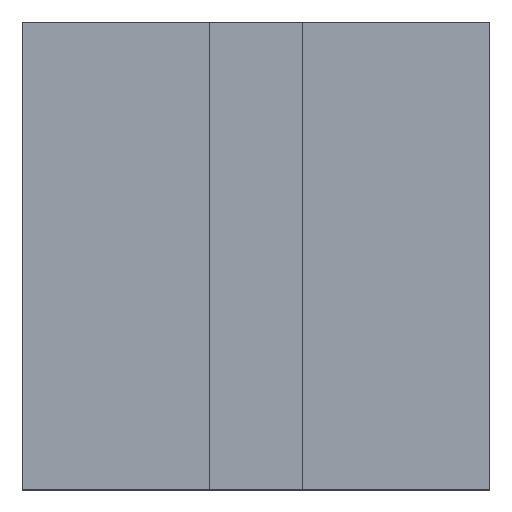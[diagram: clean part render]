
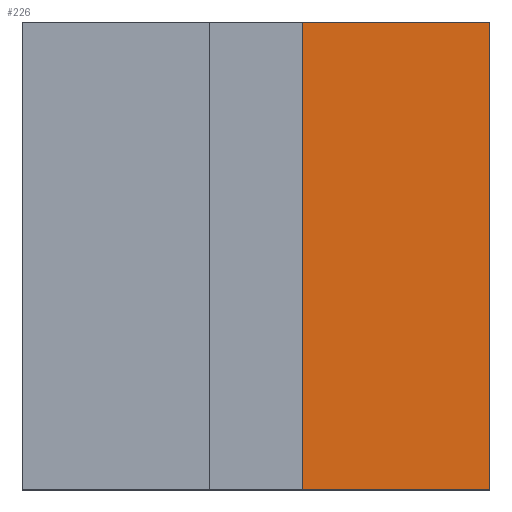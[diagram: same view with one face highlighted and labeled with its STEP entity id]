
A CAD part, top view. The second image highlights one B-rep face of the part: STEP entity #226.
In plain terms, the highlighted planar face has unit normal (0, 0, 1).
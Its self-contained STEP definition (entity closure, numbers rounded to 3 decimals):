
#226 = ADVANCED_FACE( '', ( #486 ), #487, .F. );
#486 = FACE_OUTER_BOUND( '', #802, .T. );
#487 = PLANE( '', #803 );
#802 = EDGE_LOOP( '', ( #1258, #1259, #1260, #1261 ) );
#803 = AXIS2_PLACEMENT_3D( '', #1262, #1263, #1264 );
#1258 = ORIENTED_EDGE( '', *, *, #2209, .F. );
#1259 = ORIENTED_EDGE( '', *, *, #2210, .F. );
#1260 = ORIENTED_EDGE( '', *, *, #2211, .F. );
#1261 = ORIENTED_EDGE( '', *, *, #2189, .F. );
#1262 = CARTESIAN_POINT( '', ( 0., 0., 0. ) );
#1263 = DIRECTION( '', ( 0., 0., -1. ) );
#1264 = DIRECTION( '', ( -1., 0., 0. ) );
#2189 = EDGE_CURVE( '', #2613, #2615, #2616, .T. );
#2209 = EDGE_CURVE( '', #2648, #2613, #2649, .T. );
#2210 = EDGE_CURVE( '', #2650, #2648, #2651, .T. );
#2211 = EDGE_CURVE( '', #2615, #2650, #2652, .T. );
#2613 = VERTEX_POINT( '', #3258 );
#2615 = VERTEX_POINT( '', #3261 );
#2616 = LINE( '', #3262, #3263 );
#2648 = VERTEX_POINT( '', #3343 );
#2649 = LINE( '', #3344, #3345 );
#2650 = VERTEX_POINT( '', #3346 );
#2651 = LINE( '', #3347, #3348 );
#2652 = LINE( '', #3349, #3350 );
#3258 = CARTESIAN_POINT( '', ( 1.5, -0.6, 0. ) );
#3261 = CARTESIAN_POINT( '', ( -1.5, -0.6, 0. ) );
#3262 = CARTESIAN_POINT( '', ( 1.5, -0.6, 0. ) );
#3263 = VECTOR( '', #4143, 1000. );
#3343 = CARTESIAN_POINT( '', ( 1.5, 0.6, 0. ) );
#3344 = CARTESIAN_POINT( '', ( 1.5, 0.6, 0. ) );
#3345 = VECTOR( '', #4148, 1000. );
#3346 = CARTESIAN_POINT( '', ( -1.5, 0.6, 0. ) );
#3347 = CARTESIAN_POINT( '', ( -1.5, 0.6, 0. ) );
#3348 = VECTOR( '', #4149, 1000. );
#3349 = CARTESIAN_POINT( '', ( -1.5, -0.6, 0. ) );
#3350 = VECTOR( '', #4150, 1000. );
#4143 = DIRECTION( '', ( -1., 0., 0. ) );
#4148 = DIRECTION( '', ( 0., -1., 0. ) );
#4149 = DIRECTION( '', ( 1., 0., 0. ) );
#4150 = DIRECTION( '', ( 0., 1., 0. ) );
